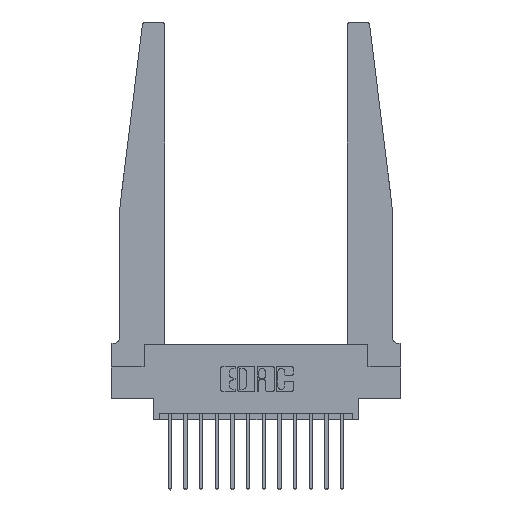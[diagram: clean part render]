
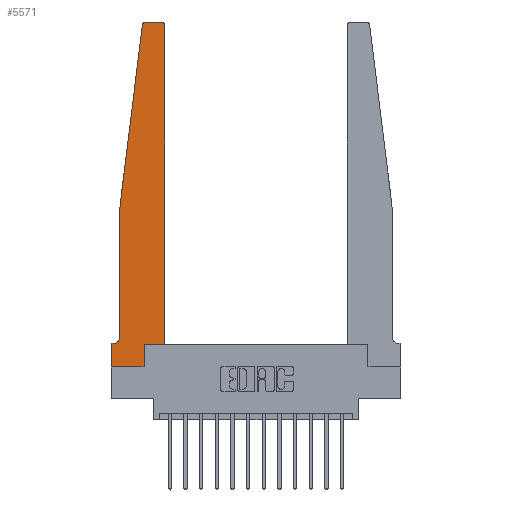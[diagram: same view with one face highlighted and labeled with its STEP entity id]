
A CAD part, top view. The second image highlights one B-rep face of the part: STEP entity #5571.
In plain terms, the highlighted planar face has unit normal (0, 0, 1).
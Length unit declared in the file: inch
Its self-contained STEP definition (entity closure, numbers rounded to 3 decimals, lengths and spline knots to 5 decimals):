
#305 = LINE ( 'NONE', #5294, #14094 ) ;
#543 = ORIENTED_EDGE ( 'NONE', *, *, #14958, .T. ) ;
#731 = VERTEX_POINT ( 'NONE', #9123 ) ;
#807 = VERTEX_POINT ( 'NONE', #7994 ) ;
#829 = VECTOR ( 'NONE', #8943, 39.37008 ) ;
#927 = ORIENTED_EDGE ( 'NONE', *, *, #7124, .T. ) ;
#1025 = VECTOR ( 'NONE', #1275, 39.37008 ) ;
#1275 = DIRECTION ( 'NONE',  ( 0., 1., 0. ) ) ;
#1392 = VERTEX_POINT ( 'NONE', #2593 ) ;
#2217 = VERTEX_POINT ( 'NONE', #6171 ) ;
#2232 = ORIENTED_EDGE ( 'NONE', *, *, #5539, .T. ) ;
#2475 = ORIENTED_EDGE ( 'NONE', *, *, #16236, .T. ) ;
#2593 = CARTESIAN_POINT ( 'NONE',  ( 0., 0., 0.37 ) ) ;
#3346 = PLANE ( 'NONE',  #13909 ) ;
#3388 = ORIENTED_EDGE ( 'NONE', *, *, #7378, .T. ) ;
#3522 = ORIENTED_EDGE ( 'NONE', *, *, #13867, .T. ) ;
#3730 = EDGE_CURVE ( 'NONE', #11290, #807, #6375, .T. ) ;
#3963 = CARTESIAN_POINT ( 'NONE',  ( 0.27653, 2.72, 0.37 ) ) ;
#4036 = CARTESIAN_POINT ( 'NONE',  ( 0.065, 1.25, 0.37 ) ) ;
#4183 = ORIENTED_EDGE ( 'NONE', *, *, #8331, .T. ) ;
#4275 = EDGE_CURVE ( 'NONE', #10469, #8873, #6777, .T. ) ;
#4417 = LINE ( 'NONE', #14069, #14787 ) ;
#4523 = DIRECTION ( 'NONE',  ( 0., 0., 1. ) ) ;
#4734 = CARTESIAN_POINT ( 'NONE',  ( 0.2605, 0.18, 0.37 ) ) ;
#5190 = ORIENTED_EDGE ( 'NONE', *, *, #3730, .T. ) ;
#5260 = DIRECTION ( 'NONE',  ( 1., 0., 0. ) ) ;
#5294 = CARTESIAN_POINT ( 'NONE',  ( 0., 0., 0.37 ) ) ;
#5539 = EDGE_CURVE ( 'NONE', #8873, #5590, #16466, .T. ) ;
#5571 = ADVANCED_FACE ( 'NONE', ( #12623 ), #3346, .T. ) ;
#5590 = VERTEX_POINT ( 'NONE', #11181 ) ;
#5948 = DIRECTION ( 'NONE',  ( 0., 0., 1. ) ) ;
#6171 = CARTESIAN_POINT ( 'NONE',  ( 0.065, 1.25, 0.37 ) ) ;
#6304 = DIRECTION ( 'NONE',  ( -0.122, -0.992, 0. ) ) ;
#6331 = CARTESIAN_POINT ( 'NONE',  ( 0., 0., 0.37 ) ) ;
#6361 = VECTOR ( 'NONE', #10914, 39.37008 ) ;
#6375 = LINE ( 'NONE', #14849, #12890 ) ;
#6397 = EDGE_CURVE ( 'NONE', #807, #1392, #14212, .T. ) ;
#6547 = CARTESIAN_POINT ( 'NONE',  ( 0.015, 0.2375, 0.37 ) ) ;
#6777 = LINE ( 'NONE', #9608, #6361 ) ;
#6882 = CARTESIAN_POINT ( 'NONE',  ( 0.2605, 0., 0.37 ) ) ;
#6959 = CIRCLE ( 'NONE', #15737, 0.03 ) ;
#7048 = EDGE_CURVE ( 'NONE', #731, #13573, #12394, .T. ) ;
#7124 = EDGE_CURVE ( 'NONE', #8401, #11290, #14216, .T. ) ;
#7154 = CARTESIAN_POINT ( 'NONE',  ( 0.425, 0.18, 0.37 ) ) ;
#7378 = EDGE_CURVE ( 'NONE', #11703, #731, #7517, .T. ) ;
#7517 = CIRCLE ( 'NONE', #15768, 0.03 ) ;
#7831 = LINE ( 'NONE', #4036, #11262 ) ;
#7860 = DIRECTION ( 'NONE',  ( -1., 0., 0. ) ) ;
#7932 = LINE ( 'NONE', #16776, #1025 ) ;
#7994 = CARTESIAN_POINT ( 'NONE',  ( 0., 0.1875, 0.37 ) ) ;
#8331 = EDGE_CURVE ( 'NONE', #15315, #2217, #4417, .T. ) ;
#8401 = VERTEX_POINT ( 'NONE', #8968 ) ;
#8463 = DIRECTION ( 'NONE',  ( 1., 0., 0. ) ) ;
#8650 = CARTESIAN_POINT ( 'NONE',  ( 0.24675, 2.72367, 0.37 ) ) ;
#8873 = VERTEX_POINT ( 'NONE', #4734 ) ;
#8943 = DIRECTION ( 'NONE',  ( 0., -1., 0. ) ) ;
#8968 = CARTESIAN_POINT ( 'NONE',  ( 0.065, 0.2375, 0.37 ) ) ;
#9123 = CARTESIAN_POINT ( 'NONE',  ( 0.395, 2.75, 0.37 ) ) ;
#9185 = EDGE_LOOP ( 'NONE', ( #9575, #2475, #4183, #3522, #927, #5190, #11093, #543, #12146, #2232, #10330, #3388 ) ) ;
#9575 = ORIENTED_EDGE ( 'NONE', *, *, #7048, .T. ) ;
#9608 = CARTESIAN_POINT ( 'NONE',  ( 0.2605, 0.18, 0.37 ) ) ;
#9631 = CARTESIAN_POINT ( 'NONE',  ( 0.015, 0.1875, 0.37 ) ) ;
#9811 = CARTESIAN_POINT ( 'NONE',  ( 0., 0.1875, 0.37 ) ) ;
#9961 = VECTOR ( 'NONE', #8463, 39.37008 ) ;
#10330 = ORIENTED_EDGE ( 'NONE', *, *, #10929, .T. ) ;
#10469 = VERTEX_POINT ( 'NONE', #6882 ) ;
#10766 = CARTESIAN_POINT ( 'NONE',  ( 0.425, 2.72, 0.37 ) ) ;
#10816 = CARTESIAN_POINT ( 'NONE',  ( 0.27653, 2.75, 0.37 ) ) ;
#10914 = DIRECTION ( 'NONE',  ( 0., 1., 0. ) ) ;
#10929 = EDGE_CURVE ( 'NONE', #5590, #11703, #7932, .T. ) ;
#11093 = ORIENTED_EDGE ( 'NONE', *, *, #6397, .T. ) ;
#11181 = CARTESIAN_POINT ( 'NONE',  ( 0.425, 0.18, 0.37 ) ) ;
#11262 = VECTOR ( 'NONE', #13138, 39.37008 ) ;
#11290 = VERTEX_POINT ( 'NONE', #9631 ) ;
#11491 = CARTESIAN_POINT ( 'NONE',  ( 0.25, 2.75, 0.37 ) ) ;
#11703 = VERTEX_POINT ( 'NONE', #10766 ) ;
#12146 = ORIENTED_EDGE ( 'NONE', *, *, #4275, .T. ) ;
#12313 = CARTESIAN_POINT ( 'NONE',  ( 0.395, 2.72, 0.37 ) ) ;
#12394 = LINE ( 'NONE', #11491, #15432 ) ;
#12623 = FACE_OUTER_BOUND ( 'NONE', #9185, .T. ) ;
#12890 = VECTOR ( 'NONE', #16077, 39.37008 ) ;
#13064 = DIRECTION ( 'NONE',  ( 0., 0., 1. ) ) ;
#13138 = DIRECTION ( 'NONE',  ( 0., -1., 0. ) ) ;
#13573 = VERTEX_POINT ( 'NONE', #10816 ) ;
#13627 = DIRECTION ( 'NONE',  ( 1., 0., 0. ) ) ;
#13867 = EDGE_CURVE ( 'NONE', #2217, #8401, #7831, .T. ) ;
#13909 = AXIS2_PLACEMENT_3D ( 'NONE', #9811, #5948, #15044 ) ;
#14069 = CARTESIAN_POINT ( 'NONE',  ( 0.065, 1.25, 0.37 ) ) ;
#14080 = DIRECTION ( 'NONE',  ( -1., 0., 0. ) ) ;
#14094 = VECTOR ( 'NONE', #14401, 39.37008 ) ;
#14212 = LINE ( 'NONE', #6331, #829 ) ;
#14216 = CIRCLE ( 'NONE', #16069, 0.05 ) ;
#14401 = DIRECTION ( 'NONE',  ( 1., 0., 0. ) ) ;
#14787 = VECTOR ( 'NONE', #6304, 39.37008 ) ;
#14849 = CARTESIAN_POINT ( 'NONE',  ( 0.065, 0.1875, 0.37 ) ) ;
#14958 = EDGE_CURVE ( 'NONE', #1392, #10469, #305, .T. ) ;
#15044 = DIRECTION ( 'NONE',  ( 1., 0., 0. ) ) ;
#15315 = VERTEX_POINT ( 'NONE', #8650 ) ;
#15432 = VECTOR ( 'NONE', #14080, 39.37008 ) ;
#15617 = DIRECTION ( 'NONE',  ( 0., 0., -1. ) ) ;
#15737 = AXIS2_PLACEMENT_3D ( 'NONE', #3963, #13064, #5260 ) ;
#15768 = AXIS2_PLACEMENT_3D ( 'NONE', #12313, #4523, #13627 ) ;
#16069 = AXIS2_PLACEMENT_3D ( 'NONE', #6547, #15617, #7860 ) ;
#16077 = DIRECTION ( 'NONE',  ( -1., 0., 0. ) ) ;
#16236 = EDGE_CURVE ( 'NONE', #13573, #15315, #6959, .T. ) ;
#16466 = LINE ( 'NONE', #7154, #9961 ) ;
#16776 = CARTESIAN_POINT ( 'NONE',  ( 0.425, 0.18, 0.37 ) ) ;
